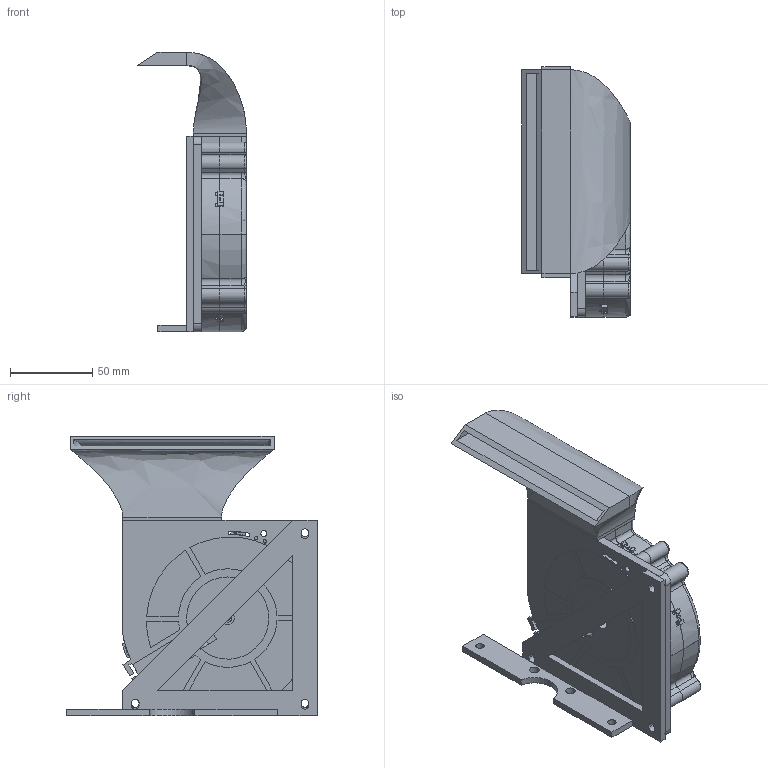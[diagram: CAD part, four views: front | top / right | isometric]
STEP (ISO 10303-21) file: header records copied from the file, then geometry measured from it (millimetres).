
FILE_DESCRIPTION(/* description */ (''),/* implementation_level */ '2;1');
FILE_NAME(/* name */ 'Rook RSCS Cooling Duct.step',/* time_stamp */ '2022-11-16T16:55:03+08:00',/* author */ (''),/* organization */ (''),/* preprocessor_version */ 'ST-DEVELOPER v19.2',/* originating_system */ 'Autodesk Translation Framework v11.17.0.187',/* authorisation */ '');
FILE_SCHEMA (('AUTOMOTIVE_DESIGN { 1 0 10303 214 3 1 1 }'));
Length unit declared in the file: millimetre
Products named in the file (8): Rook External Cooling System; Duct 1; Duct 2; Fan Duct Coupler; Fan Bracket 1; Fan Part 1; Fan Part 2; Fan Part 3
Assembly tree (7 placements, depth 2):
  Rook External Cooling System
    Duct 1
    Duct 2
    Fan Duct Coupler
    Fan Bracket 1
    Fan Part 1
    Fan Part 2
    Fan Part 3
Bounding box: 66.11 x 152.49 x 170 mm (x, y, z)
Volume: 154979.7 mm3; surface area: 171343 mm2
Topology: 7 solids, 7 shells, 1035 faces, 2926 edges, 1907 vertices
Faces by surface type: plane 581, cylinder 394, bspline 33, torus 22, cone 5
Full cylindrical faces by diameter (mm): 2 x4, 3 x1, 3.75 x4, 4.5 x8, 4.75 x3, 5 x5, 5.75 x2, 6 x3, 6.5 x4, 8 x2, 12 x1, 44.5 x1, 47.5 x1, 76.15 x1, 87.5 x1
Entity records: 38571 total; most frequent: CARTESIAN_POINT 10355, DIRECTION 6191, ORIENTED_EDGE 5840, EDGE_CURVE 2920, AXIS2_PLACEMENT_3D 2333, VERTEX_POINT 1910, LINE 1525, VECTOR 1525
